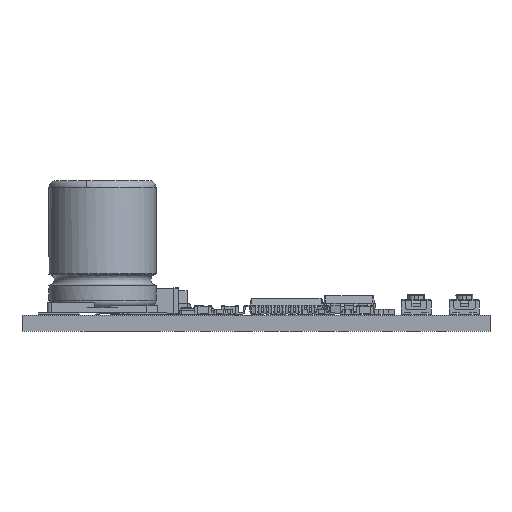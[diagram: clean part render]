
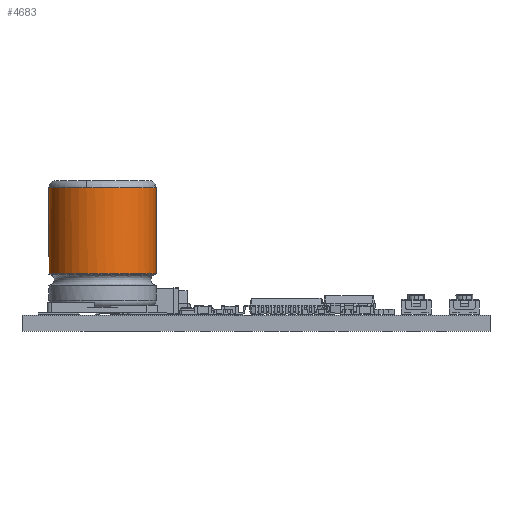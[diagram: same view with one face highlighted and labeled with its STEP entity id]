
A CAD part, front view. The second image highlights one B-rep face of the part: STEP entity #4683.
In plain terms, the highlighted cylindrical face has radius 5 mm (diameter 10 mm), a full revolution.
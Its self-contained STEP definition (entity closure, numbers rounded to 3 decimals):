
#4349 = VERTEX_POINT('',#4350);
#4350 = CARTESIAN_POINT('',(-5.,0.,3.781));
#4356 = EDGE_CURVE('',#4349,#4349,#4357,.T.);
#4357 = ( BOUNDED_CURVE() B_SPLINE_CURVE(13,(#4358,#4359,#4360,#4361,
    #4362,#4363,#4364,#4365,#4366,#4367,#4368,#4369,#4370,#4371),
.UNSPECIFIED.,.T.,.F.) B_SPLINE_CURVE_WITH_KNOTS((1,13,13,1),(
    -31.416,0.,31.416,62.832),
.UNSPECIFIED.) CURVE() GEOMETRIC_REPRESENTATION_ITEM() 
RATIONAL_B_SPLINE_CURVE((1.,1.,1.,1.,
    1.,1.,1.,1.,
    1.,1.,1.,1.,1.,1.)) 
REPRESENTATION_ITEM('') );
#4358 = CARTESIAN_POINT('',(-5.,0.,3.781));
#4359 = CARTESIAN_POINT('',(-5.,2.382,
    3.781));
#4360 = CARTESIAN_POINT('',(-3.769,4.818,
    3.781));
#4361 = CARTESIAN_POINT('',(-1.236,6.56,
    3.781));
#4362 = CARTESIAN_POINT('',(2.25,6.828,3.781
    ));
#4363 = CARTESIAN_POINT('',(5.261,4.971,3.781
    ));
#4364 = CARTESIAN_POINT('',(7.47,2.26,3.781
    ));
#4365 = CARTESIAN_POINT('',(7.47,-2.26,3.781
    ));
#4366 = CARTESIAN_POINT('',(5.261,-4.971,
    3.781));
#4367 = CARTESIAN_POINT('',(2.25,-6.828,
    3.781));
#4368 = CARTESIAN_POINT('',(-1.236,-6.56,
    3.781));
#4369 = CARTESIAN_POINT('',(-3.769,-4.818,
    3.781));
#4370 = CARTESIAN_POINT('',(-5.,-2.382,
    3.781));
#4371 = CARTESIAN_POINT('',(-5.,0.,3.781));
#4683 = ADVANCED_FACE('',(#4684),#4730,.T.);
#4684 = FACE_BOUND('',#4685,.T.);
#4685 = EDGE_LOOP('',(#4686,#4687,#4695,#4704,#4713,#4722,#4729));
#4686 = ORIENTED_EDGE('',*,*,#4356,.F.);
#4687 = ORIENTED_EDGE('',*,*,#4688,.T.);
#4688 = EDGE_CURVE('',#4349,#4689,#4691,.T.);
#4689 = VERTEX_POINT('',#4690);
#4690 = CARTESIAN_POINT('',(-5.,0.,11.833));
#4691 = LINE('',#4692,#4693);
#4692 = CARTESIAN_POINT('',(-5.,0.,3.733));
#4693 = VECTOR('',#4694,1.);
#4694 = DIRECTION('',(0.,0.,1.));
#4695 = ORIENTED_EDGE('',*,*,#4696,.T.);
#4696 = EDGE_CURVE('',#4689,#4697,#4699,.T.);
#4697 = VERTEX_POINT('',#4698);
#4698 = CARTESIAN_POINT('',(1.5,4.77,11.833));
#4699 = CIRCLE('',#4700,5.);
#4700 = AXIS2_PLACEMENT_3D('',#4701,#4702,#4703);
#4701 = CARTESIAN_POINT('',(0.,0.,11.833));
#4702 = DIRECTION('',(0.,0.,-1.));
#4703 = DIRECTION('',(-1.,0.,0.));
#4704 = ORIENTED_EDGE('',*,*,#4705,.T.);
#4705 = EDGE_CURVE('',#4697,#4706,#4708,.T.);
#4706 = VERTEX_POINT('',#4707);
#4707 = CARTESIAN_POINT('',(5.,0.,11.833));
#4708 = CIRCLE('',#4709,5.);
#4709 = AXIS2_PLACEMENT_3D('',#4710,#4711,#4712);
#4710 = CARTESIAN_POINT('',(0.,0.,11.833));
#4711 = DIRECTION('',(0.,0.,-1.));
#4712 = DIRECTION('',(-1.,0.,0.));
#4713 = ORIENTED_EDGE('',*,*,#4714,.T.);
#4714 = EDGE_CURVE('',#4706,#4715,#4717,.T.);
#4715 = VERTEX_POINT('',#4716);
#4716 = CARTESIAN_POINT('',(1.5,-4.77,11.833));
#4717 = CIRCLE('',#4718,5.);
#4718 = AXIS2_PLACEMENT_3D('',#4719,#4720,#4721);
#4719 = CARTESIAN_POINT('',(0.,0.,11.833));
#4720 = DIRECTION('',(0.,0.,-1.));
#4721 = DIRECTION('',(-1.,0.,0.));
#4722 = ORIENTED_EDGE('',*,*,#4723,.T.);
#4723 = EDGE_CURVE('',#4715,#4689,#4724,.T.);
#4724 = CIRCLE('',#4725,5.);
#4725 = AXIS2_PLACEMENT_3D('',#4726,#4727,#4728);
#4726 = CARTESIAN_POINT('',(0.,0.,11.833));
#4727 = DIRECTION('',(0.,0.,-1.));
#4728 = DIRECTION('',(-1.,0.,0.));
#4729 = ORIENTED_EDGE('',*,*,#4688,.F.);
#4730 = CYLINDRICAL_SURFACE('',#4731,5.);
#4731 = AXIS2_PLACEMENT_3D('',#4732,#4733,#4734);
#4732 = CARTESIAN_POINT('',(0.,0.,3.733));
#4733 = DIRECTION('',(0.,0.,1.));
#4734 = DIRECTION('',(-1.,0.,0.));
